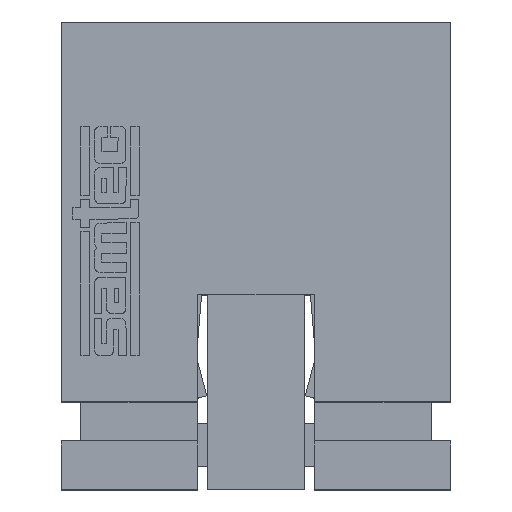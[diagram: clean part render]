
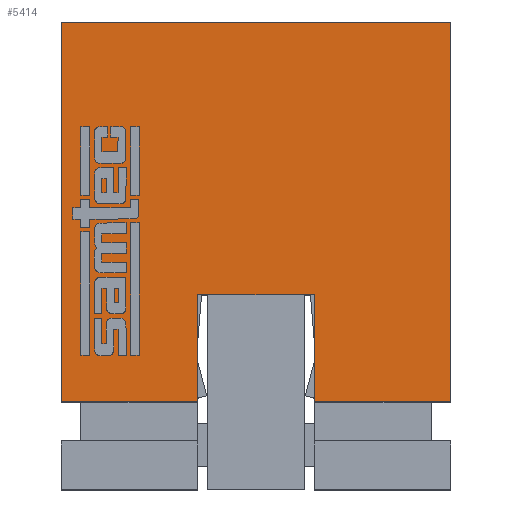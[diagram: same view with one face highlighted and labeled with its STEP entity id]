
A CAD part, top view. The second image highlights one B-rep face of the part: STEP entity #5414.
In plain terms, the highlighted planar face has unit normal (0, 0, 1).
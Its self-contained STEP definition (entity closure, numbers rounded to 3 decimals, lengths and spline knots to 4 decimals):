
#274=FACE_OUTER_BOUND('',#571,.T.);
#571=EDGE_LOOP('',(#3726,#3727,#3728,#3729,#3730,#3731,#3732,#3733));
#872=LINE('',#7468,#1555);
#877=LINE('',#7478,#1560);
#911=LINE('',#7544,#1594);
#929=LINE('',#7579,#1612);
#952=LINE('',#7626,#1635);
#953=LINE('',#7627,#1636);
#954=LINE('',#7629,#1637);
#955=LINE('',#7630,#1638);
#1555=VECTOR('',#6144,10.);
#1560=VECTOR('',#6151,10.);
#1594=VECTOR('',#6203,10.);
#1612=VECTOR('',#6227,10.);
#1635=VECTOR('',#6266,10.);
#1636=VECTOR('',#6267,10.);
#1637=VECTOR('',#6268,10.);
#1638=VECTOR('',#6269,10.);
#2231=VERTEX_POINT('',#7465);
#2232=VERTEX_POINT('',#7467);
#2234=VERTEX_POINT('',#7472);
#2236=VERTEX_POINT('',#7476);
#2259=VERTEX_POINT('',#7543);
#2273=VERTEX_POINT('',#7577);
#2289=VERTEX_POINT('',#7625);
#2290=VERTEX_POINT('',#7628);
#2768=EDGE_CURVE('',#2232,#2231,#872,.T.);
#2773=EDGE_CURVE('',#2234,#2236,#877,.T.);
#2807=EDGE_CURVE('',#2259,#2232,#911,.T.);
#2825=EDGE_CURVE('',#2231,#2273,#929,.T.);
#2848=EDGE_CURVE('',#2273,#2289,#952,.T.);
#2849=EDGE_CURVE('',#2234,#2289,#953,.T.);
#2850=EDGE_CURVE('',#2236,#2290,#954,.T.);
#2851=EDGE_CURVE('',#2290,#2259,#955,.T.);
#3726=ORIENTED_EDGE('',*,*,#2807,.T.);
#3727=ORIENTED_EDGE('',*,*,#2768,.T.);
#3728=ORIENTED_EDGE('',*,*,#2825,.T.);
#3729=ORIENTED_EDGE('',*,*,#2848,.T.);
#3730=ORIENTED_EDGE('',*,*,#2849,.F.);
#3731=ORIENTED_EDGE('',*,*,#2773,.T.);
#3732=ORIENTED_EDGE('',*,*,#2850,.T.);
#3733=ORIENTED_EDGE('',*,*,#2851,.T.);
#5178=PLANE('',#5807);
#5414=ADVANCED_FACE('',(#274),#5178,.T.);
#5807=AXIS2_PLACEMENT_3D('',#7624,#6264,#6265);
#6144=DIRECTION('',(-1.,0.,0.));
#6151=DIRECTION('',(1.,0.,0.));
#6203=DIRECTION('',(0.,-1.,0.));
#6227=DIRECTION('',(0.,1.,0.));
#6264=DIRECTION('center_axis',(0.,0.,1.));
#6265=DIRECTION('ref_axis',(1.,0.,0.));
#6266=DIRECTION('',(-1.,0.,0.));
#6267=DIRECTION('',(0.,1.,0.));
#6268=DIRECTION('',(0.,1.,0.));
#6269=DIRECTION('',(-1.,0.,0.));
#7465=CARTESIAN_POINT('',(-0.762,3.556,1.27));
#7467=CARTESIAN_POINT('',(0.762,3.556,1.27));
#7468=CARTESIAN_POINT('',(-1.27,3.556,1.27));
#7472=CARTESIAN_POINT('',(-2.54,0.,1.27));
#7476=CARTESIAN_POINT('',(2.54,0.,1.27));
#7478=CARTESIAN_POINT('',(-2.54,0.,1.27));
#7543=CARTESIAN_POINT('',(0.762,4.953,1.27));
#7544=CARTESIAN_POINT('',(0.762,3.048,1.27));
#7577=CARTESIAN_POINT('',(-0.762,4.953,1.27));
#7579=CARTESIAN_POINT('',(-0.762,3.048,1.27));
#7624=CARTESIAN_POINT('Origin',(-2.54,0.,1.27));
#7625=CARTESIAN_POINT('',(-2.54,4.953,1.27));
#7626=CARTESIAN_POINT('',(-1.27,4.953,1.27));
#7627=CARTESIAN_POINT('',(-2.54,0.,1.27));
#7628=CARTESIAN_POINT('',(2.54,4.953,1.27));
#7629=CARTESIAN_POINT('',(2.54,0.,1.27));
#7630=CARTESIAN_POINT('',(-1.27,4.953,1.27));
